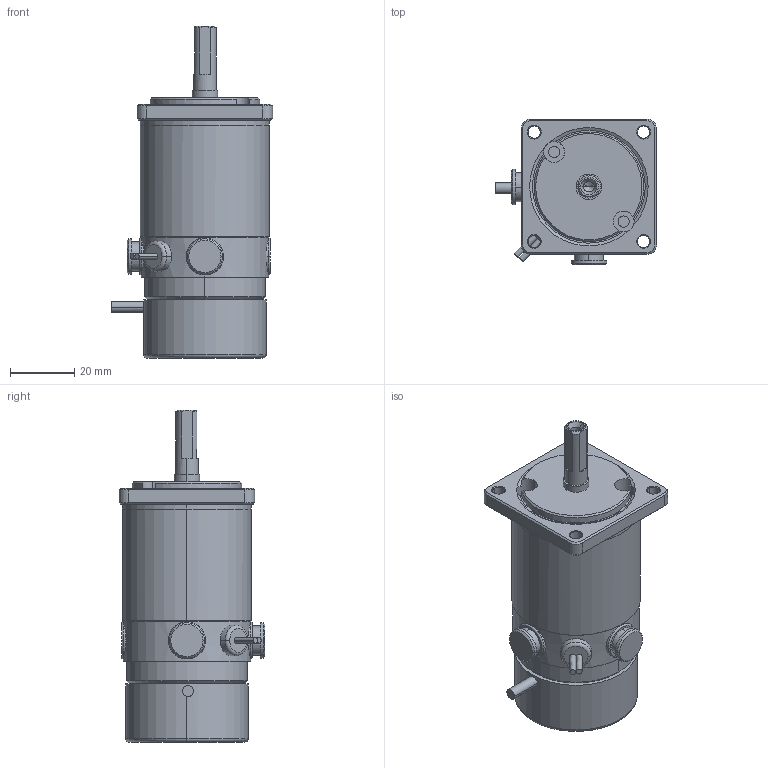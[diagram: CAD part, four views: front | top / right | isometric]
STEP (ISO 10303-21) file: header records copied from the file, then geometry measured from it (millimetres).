
FILE_DESCRIPTION (( 'STEP AP214' ), '1' );
FILE_NAME ('4DA04-2DE3E.STEP', '2024-04-29T06:04:38', ( '' ), ( '' ), 'SwSTEP 2.0', 'SolidWorks 2023', '' );
FILE_SCHEMA (( 'AUTOMOTIVE_DESIGN' ));
Length unit declared in the file: millimetre
Products named in the file (1): 4DA04-2DE3E
Bounding box: 50 x 45.15 x 103 mm (x, y, z)
Volume: 100688.2 mm3; surface area: 15475.4 mm2
Topology: 1 solids, 1 shells, 168 faces, 379 edges, 230 vertices
Faces by surface type: cylinder 63, plane 45, cone 44, torus 12, bspline 4
Entity records: 5453 total; most frequent: CARTESIAN_POINT 1593, DIRECTION 870, ORIENTED_EDGE 754, EDGE_CURVE 377, AXIS2_PLACEMENT_3D 367, VERTEX_POINT 230, CIRCLE 202, EDGE_LOOP 195
